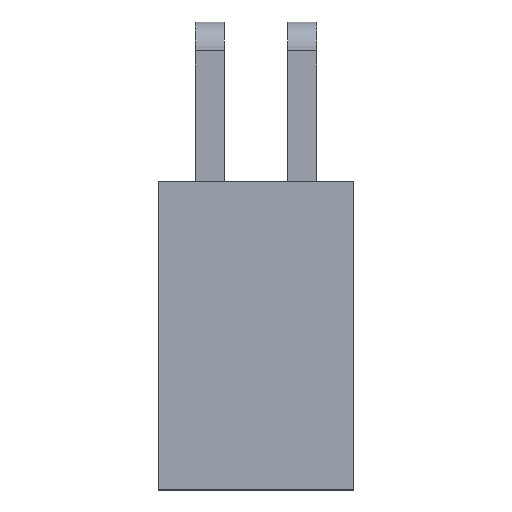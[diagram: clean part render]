
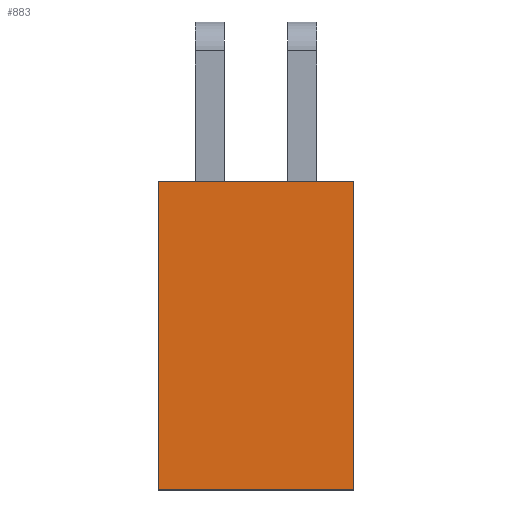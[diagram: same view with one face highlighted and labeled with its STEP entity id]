
A CAD part, top view. The second image highlights one B-rep face of the part: STEP entity #883.
In plain terms, the highlighted planar face has unit normal (0, 0, 1).
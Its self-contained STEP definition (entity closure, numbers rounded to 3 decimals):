
#883=ADVANCED_FACE('',(#2127),#2129,.T.);
#2127=FACE_BOUND('',#2128,.T.);
#2128=EDGE_LOOP('',(#3132,#3133,#3134,#3135));
#2129=PLANE('',#2130);
#2130=AXIS2_PLACEMENT_3D('',#2131,#2132,#2133);
#2131=CARTESIAN_POINT('',(3.96,-10.16,5.));
#2132=DIRECTION('',(0.,-0.,1.));
#2133=DIRECTION('',(0.,1.,0.));
#3132=ORIENTED_EDGE('',*,*,#3748,.T.);
#3133=ORIENTED_EDGE('',*,*,#3777,.T.);
#3134=ORIENTED_EDGE('',*,*,#3756,.F.);
#3135=ORIENTED_EDGE('',*,*,#3795,.F.);
#3748=EDGE_CURVE('',#4319,#4317,#4320,.T.);
#3756=EDGE_CURVE('',#4331,#4333,#4334,.T.);
#3777=EDGE_CURVE('',#4317,#4333,#4369,.T.);
#3795=EDGE_CURVE('',#4319,#4331,#4391,.T.);
#4317=VERTEX_POINT('',#5419);
#4319=VERTEX_POINT('',#5423);
#4320=LINE('',#5424,#5425);
#4331=VERTEX_POINT('',#5449);
#4333=VERTEX_POINT('',#5453);
#4334=LINE('',#5454,#5455);
#4369=LINE('',#5531,#5532);
#4391=LINE('',#5589,#5590);
#5419=CARTESIAN_POINT('',(3.96,-1.66,5.));
#5423=CARTESIAN_POINT('',(3.96,-10.16,5.));
#5424=CARTESIAN_POINT('',(3.96,-10.16,5.));
#5425=VECTOR('',#5426,1.);
#5426=DIRECTION('',(0.,1.,0.));
#5449=CARTESIAN_POINT('',(-1.42,-10.16,5.));
#5453=CARTESIAN_POINT('',(-1.42,-1.66,5.));
#5454=CARTESIAN_POINT('',(-1.42,-10.16,5.));
#5455=VECTOR('',#5456,1.);
#5456=DIRECTION('',(0.,1.,0.));
#5531=CARTESIAN_POINT('',(3.96,-1.66,5.));
#5532=VECTOR('',#5533,1.);
#5533=DIRECTION('',(-1.,0.,0.));
#5589=CARTESIAN_POINT('',(3.96,-10.16,5.));
#5590=VECTOR('',#5591,1.);
#5591=DIRECTION('',(-1.,0.,0.));
